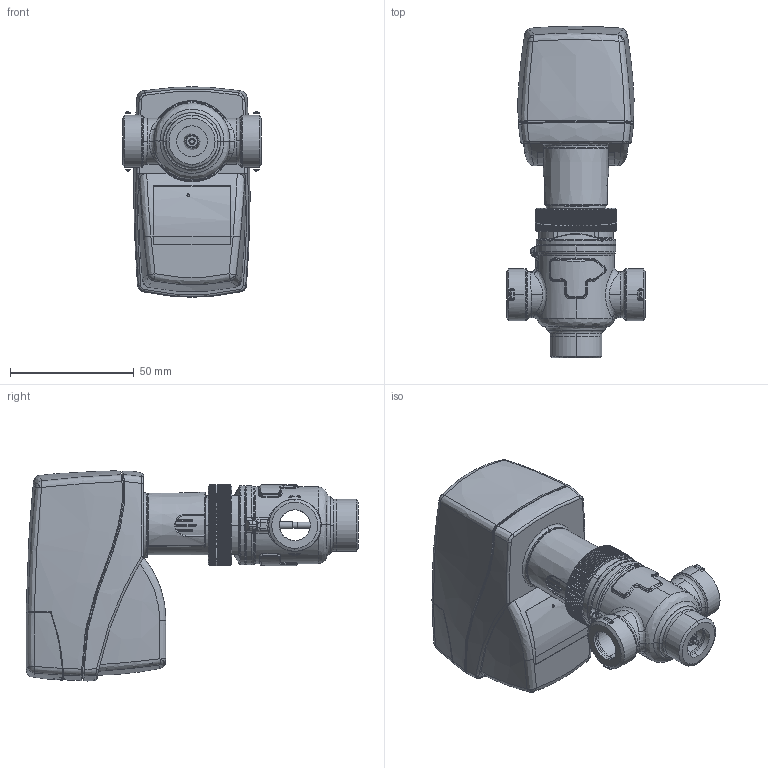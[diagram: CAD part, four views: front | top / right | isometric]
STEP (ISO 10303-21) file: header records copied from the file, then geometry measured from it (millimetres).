
FILE_DESCRIPTION (( 'STEP AP203' ), '1' );
FILE_NAME ('BR316MZ_DN15.STEP', '2012-10-15T06:05:15', ( 'test' ), ( '' ), 'SwSTEP 2.0', 'SolidWorks 2011', '' );
FILE_SCHEMA (( 'CONFIG_CONTROL_DESIGN' ));
Length unit declared in the file: millimetre
Products named in the file (18): BR316MZ_DN15; MC15; 11627087_1; 11627067_1; 11627058_1; 11627071_1; 11627081_1; 11627064_1; 11627065_1; 117439-117450-117451-117440-117453-117441_ohne Kappe_2; 50036538_2; 50032689_2; 50036535_2; 50027569_2; 50027598_ASM_2; 50027593_AF0_2; ZZ12-02-0001_2
Assembly tree (17 placements, depth 4):
  BR316MZ_DN15
    MC15
      11627071_1
      11627067_1
      11627065_1
      11627064_1
      11627058_1
      11627087_1
      11627081_1
    117439-117450-117451-117440-117453-117441_ohne Kappe_2
      50032689_2
      ZZ12-02-0001_2
      50036538_2
      50027569_2
      50027598_ASM_2
        50027598_ASM_2
        50027593_AF0_2
      50036535_2
Bounding box: 56 x 134.07 x 84.92 mm (x, y, z)
Volume: 48321.8 mm3; surface area: 80959.5 mm2
Topology: 10 solids, 37 shells, 5203 faces, 14470 edges, 9453 vertices
Faces by surface type: plane 3331, bspline 1248, cylinder 420, cone 202, torus 2
Entity records: 226430 total; most frequent: CARTESIAN_POINT 113969, ORIENTED_EDGE 28727, EDGE_CURVE 14413, DIRECTION 14042, VERTEX_POINT 9457, B_SPLINE_CURVE_WITH_KNOTS 8786, EDGE_LOOP 5471, FACE_OUTER_BOUND 5205
